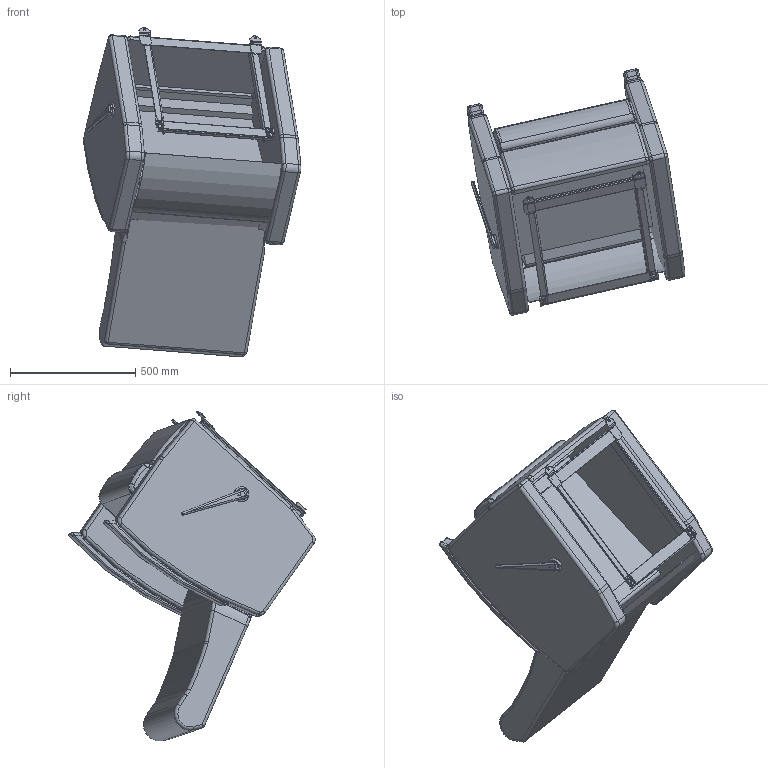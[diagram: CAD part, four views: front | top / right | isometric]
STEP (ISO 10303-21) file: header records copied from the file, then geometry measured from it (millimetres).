
FILE_DESCRIPTION(/* description */ (''),/* implementation_level */ '2;1');
FILE_NAME(/* name */ 'K1304U.stp',/* time_stamp */ '2017-09-27T13:53:43-04:00',/* author */ ('emehringer'),/* organization */ (''),/* preprocessor_version */ 'ST-DEVELOPER v16.5',/* originating_system */ 'Autodesk Inventor 2017',/* authorisation */ '');
FILE_SCHEMA (('AUTOMOTIVE_DESIGN { 1 0 10303 214 3 1 1 }'));
Length unit declared in the file: inch
Products named in the file (16): K1304U-W (SYMBOL); HANDLE 3/4 BLK; MECH 1304 generic; H-GLIDE generic; WALL RAIL EXT generic; RAILEX-1 18.438 generic; RAILEX-1 18.438 generic_1; 3420370000 generic; UBASE E1304 (CABLE LEVER); OD1305 UBACK; USEAT 1304; OD1305 UKO; MAC R1010; MAC R1010_1; MAC R1010 (metal); H1010 UBACK COVER
Assembly tree (19 placements, depth 3):
  K1304U-W (SYMBOL)
    HANDLE 3/4 BLK
    MECH 1304 generic
      H-GLIDE generic  x2
      WALL RAIL EXT generic  x2
      RAILEX-1 18.438 generic
      RAILEX-1 18.438 generic_1
      3420370000 generic  x2
    UBASE E1304 (CABLE LEVER)
    OD1305 UBACK
    USEAT 1304
    OD1305 UKO
    MAC R1010  x2
      MAC R1010_1
      MAC R1010 (metal)
    H1010 UBACK COVER
Bounding box: 868.6 x 982.53 x 1315.07 mm (x, y, z)
Volume: 151067541.4 mm3; surface area: 5276500.9 mm2
Topology: 19 solids, 19 shells, 649 faces, 1559 edges, 945 vertices
Faces by surface type: plane 251, cylinder 238, bspline 75, torus 68, sphere 16, cone 1
Full cylindrical faces by diameter (mm): 3.969 x8, 5.334 x1, 9.541 x1, 11.112 x8, 42.037 x1, 60.325 x1
Entity records: 17571 total; most frequent: CARTESIAN_POINT 5592, DIRECTION 2472, ORIENTED_EDGE 2368, EDGE_CURVE 1184, AXIS2_PLACEMENT_3D 949, VERTEX_POINT 722, LINE 574, VECTOR 574
